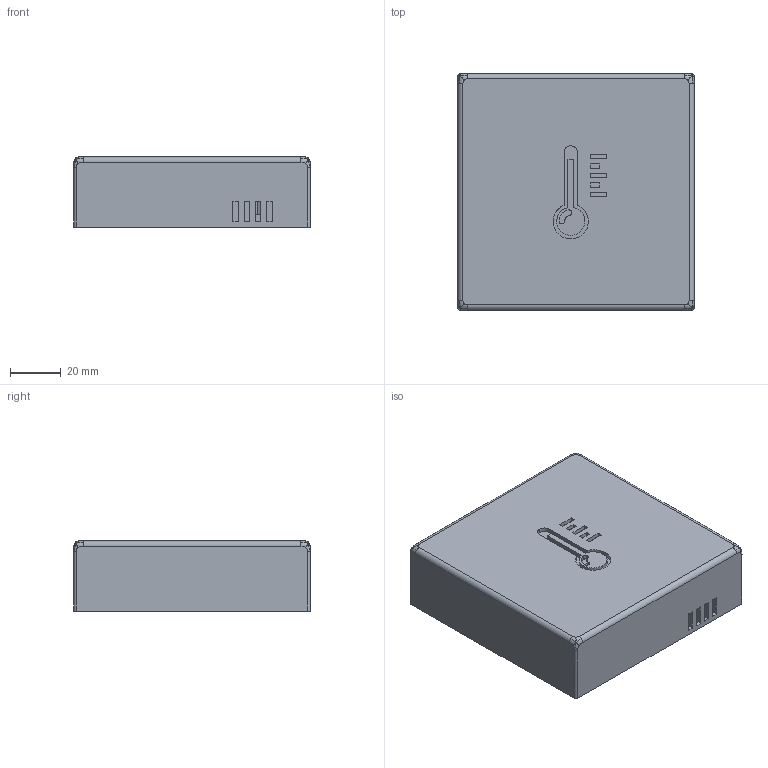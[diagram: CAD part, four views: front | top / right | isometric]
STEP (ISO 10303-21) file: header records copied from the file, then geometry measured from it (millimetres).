
FILE_DESCRIPTION(/* description */ (''),/* implementation_level */ '2;1');
FILE_NAME(/* name */ 'lid.step',/* time_stamp */ '2021-04-14T23:59:54+02:00',/* author */ (''),/* organization */ (''),/* preprocessor_version */ 'ST-DEVELOPER v18.1',/* originating_system */ 'Autodesk Translation Framework v10.6.0.1341',/* authorisation */ '');
FILE_SCHEMA (('AUTOMOTIVE_DESIGN { 1 0 10303 214 3 1 1 }'));
Length unit declared in the file: millimetre
Products named in the file (1): lid
Bounding box: 92.7 x 92.7 x 27.5 mm (x, y, z)
Volume: 42357.6 mm3; surface area: 36827.8 mm2
Topology: 1 solids, 1 shells, 152 faces, 407 edges, 267 vertices
Faces by surface type: plane 99, bspline 40, cylinder 12, torus 1
Full cylindrical faces by diameter (mm): 5.1 x1, 8.1 x1
Entity records: 7134 total; most frequent: CARTESIAN_POINT 3527, ORIENTED_EDGE 814, DIRECTION 607, EDGE_CURVE 407, LINE 289, VECTOR 289, VERTEX_POINT 267, EDGE_LOOP 182
